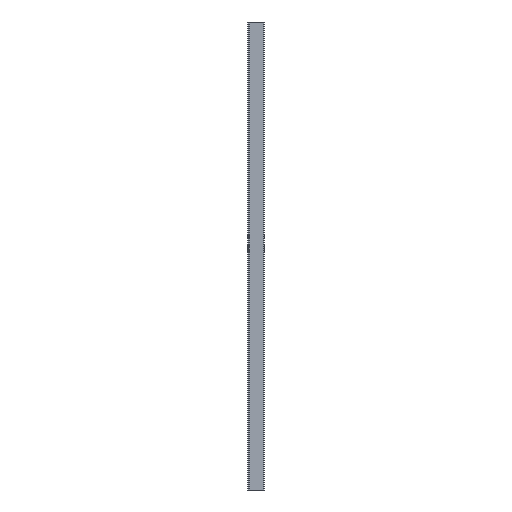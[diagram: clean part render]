
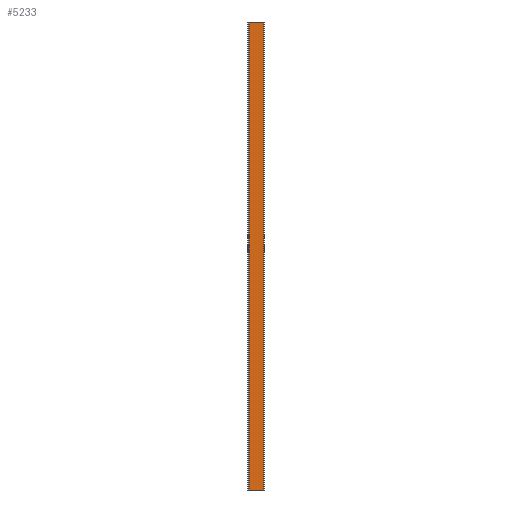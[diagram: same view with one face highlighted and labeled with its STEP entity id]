
A CAD part, left-side view. The second image highlights one B-rep face of the part: STEP entity #5233.
In plain terms, the highlighted planar face has unit normal (-1, 0, 0).
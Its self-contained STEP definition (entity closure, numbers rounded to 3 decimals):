
#637 = ORIENTED_EDGE ( 'NONE', *, *, #11104, .F. ) ;
#940 = PLANE ( 'NONE',  #14318 ) ;
#948 = EDGE_CURVE ( 'NONE', #6099, #12470, #10494, .T. ) ;
#997 = CARTESIAN_POINT ( 'NONE',  ( -20.375, 0., 1500. ) ) ;
#1071 = CARTESIAN_POINT ( 'NONE',  ( -20.375, 0.25, 1500. ) ) ;
#1344 = VERTEX_POINT ( 'NONE', #12841 ) ;
#1431 = VERTEX_POINT ( 'NONE', #5175 ) ;
#2563 = VECTOR ( 'NONE', #6950, 1000. ) ;
#2838 = LINE ( 'NONE', #14128, #12760 ) ;
#4471 = DIRECTION ( 'NONE',  ( 0., 1., 0. ) ) ;
#4615 = CARTESIAN_POINT ( 'NONE',  ( -20.375, 0.25, 1500. ) ) ;
#4850 = DIRECTION ( 'NONE',  ( 0., -1., 0. ) ) ;
#5175 = CARTESIAN_POINT ( 'NONE',  ( -20.375, 96.25, -1500. ) ) ;
#5233 = ADVANCED_FACE ( 'NONE', ( #6594 ), #940, .F. ) ;
#5466 = EDGE_CURVE ( 'NONE', #1431, #12470, #12726, .T. ) ;
#5639 = CARTESIAN_POINT ( 'NONE',  ( -20.375, 96.25, 1500. ) ) ;
#5675 = ORIENTED_EDGE ( 'NONE', *, *, #948, .F. ) ;
#5792 = ORIENTED_EDGE ( 'NONE', *, *, #8836, .T. ) ;
#6099 = VERTEX_POINT ( 'NONE', #1071 ) ;
#6594 = FACE_OUTER_BOUND ( 'NONE', #6971, .T. ) ;
#6950 = DIRECTION ( 'NONE',  ( 0., 0., -1. ) ) ;
#6971 = EDGE_LOOP ( 'NONE', ( #7071, #5675, #637, #5792 ) ) ;
#7071 = ORIENTED_EDGE ( 'NONE', *, *, #5466, .T. ) ;
#7236 = LINE ( 'NONE', #5639, #10066 ) ;
#8836 = EDGE_CURVE ( 'NONE', #1344, #1431, #7236, .T. ) ;
#8846 = DIRECTION ( 'NONE',  ( 0., -1., 0. ) ) ;
#8989 = CARTESIAN_POINT ( 'NONE',  ( -20.375, 0., -1500. ) ) ;
#9124 = DIRECTION ( 'NONE',  ( 0., 0., -1. ) ) ;
#9627 = VECTOR ( 'NONE', #8846, 1000. ) ;
#10066 = VECTOR ( 'NONE', #9124, 1000. ) ;
#10494 = LINE ( 'NONE', #4615, #2563 ) ;
#11104 = EDGE_CURVE ( 'NONE', #1344, #6099, #2838, .T. ) ;
#11797 = CARTESIAN_POINT ( 'NONE',  ( -20.375, 0.25, -1500. ) ) ;
#12470 = VERTEX_POINT ( 'NONE', #11797 ) ;
#12726 = LINE ( 'NONE', #8989, #9627 ) ;
#12760 = VECTOR ( 'NONE', #4850, 1000. ) ;
#12841 = CARTESIAN_POINT ( 'NONE',  ( -20.375, 96.25, 1500. ) ) ;
#13605 = DIRECTION ( 'NONE',  ( 1., 0., 0. ) ) ;
#14128 = CARTESIAN_POINT ( 'NONE',  ( -20.375, 0., 1500. ) ) ;
#14318 = AXIS2_PLACEMENT_3D ( 'NONE', #997, #13605, #4471 ) ;
